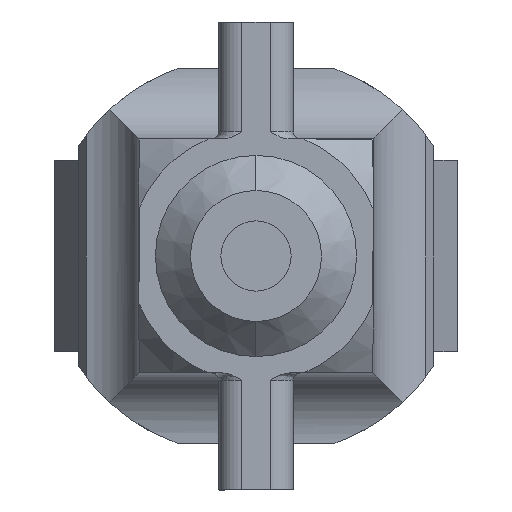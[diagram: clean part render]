
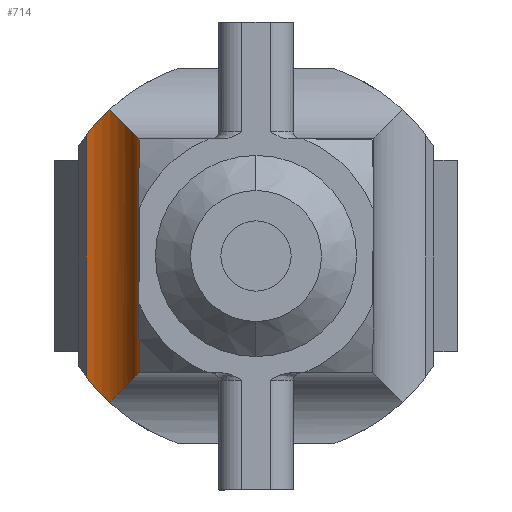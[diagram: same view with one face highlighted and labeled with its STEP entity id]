
A CAD part, front view. The second image highlights one B-rep face of the part: STEP entity #714.
In plain terms, the highlighted cylindrical face has radius 3 mm (diameter 6 mm), a partial arc.
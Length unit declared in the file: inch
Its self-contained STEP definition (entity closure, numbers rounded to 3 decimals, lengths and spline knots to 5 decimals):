
#189 = VERTEX_POINT ( 'NONE', #1305 ) ;
#402 = CARTESIAN_POINT ( 'NONE',  ( -0.19685, 2.06496, 0.19685 ) ) ;
#405 = CARTESIAN_POINT ( 'NONE',  ( -0.2852, 2.17926, 0.20369 ) ) ;
#435 = CARTESIAN_POINT ( 'NONE',  ( -0.24627, 2.16104, -0.24627 ) ) ;
#447 = VERTEX_POINT ( 'NONE', #758 ) ;
#453 = CARTESIAN_POINT ( 'NONE',  ( -0.21464, 2.13843, -0.21464 ) ) ;
#459 = CARTESIAN_POINT ( 'NONE',  ( -0.2852, 2.17926, -0.20369 ) ) ;
#463 = DIRECTION ( 'NONE',  ( 0., 0., -1. ) ) ;
#467 = CARTESIAN_POINT ( 'NONE',  ( -0.2729, 2.17606, -0.21973 ) ) ;
#469 = CARTESIAN_POINT ( 'NONE',  ( -0.2852, 2.17926, 0.20369 ) ) ;
#490 = CARTESIAN_POINT ( 'NONE',  ( -0.19685, 2.06496, -0.19685 ) ) ;
#509 = CARTESIAN_POINT ( 'NONE',  ( -0.25966, 2.17061, -0.23395 ) ) ;
#543 = EDGE_LOOP ( 'NONE', ( #1136, #1328, #1165, #1142, #1143, #1144 ) ) ;
#577 = CARTESIAN_POINT ( 'NONE',  ( -0.24627, 2.16104, -0.24627 ) ) ;
#588 = CARTESIAN_POINT ( 'NONE',  ( -0.19685, 2.10385, -0.19685 ) ) ;
#610 = CARTESIAN_POINT ( 'NONE',  ( -0.2729, 2.17606, 0.21973 ) ) ;
#714 = ADVANCED_FACE ( 'NONE', ( #2111 ), #2081, .F. ) ;
#740 = CARTESIAN_POINT ( 'NONE',  ( -0.19685, 2.06496, 0. ) ) ;
#751 = VERTEX_POINT ( 'NONE', #402 ) ;
#758 = CARTESIAN_POINT ( 'NONE',  ( -0.19685, 2.06496, -0.19685 ) ) ;
#786 = VERTEX_POINT ( 'NONE', #405 ) ;
#808 = CARTESIAN_POINT ( 'NONE',  ( -0.31496, 2.06496, 0. ) ) ;
#979 =( BOUNDED_CURVE ( )  B_SPLINE_CURVE ( 3, ( #490, #588, #453, #435 ),
 .UNSPECIFIED., .F., .F. ) 
 B_SPLINE_CURVE_WITH_KNOTS ( ( 4, 4 ),
 ( 3.14159, 4.0917 ),
 .UNSPECIFIED. ) 
 CURVE ( )  GEOMETRIC_REPRESENTATION_ITEM ( )  RATIONAL_B_SPLINE_CURVE ( ( 1., 0.926, 0.926, 1. ) ) 
 REPRESENTATION_ITEM ( '' )  );
#981 = VERTEX_POINT ( 'NONE', #2495 ) ;
#1014 = DIRECTION ( 'NONE',  ( -1., 0., 0. ) ) ;
#1136 = ORIENTED_EDGE ( 'NONE', *, *, #2157, .F. ) ;
#1142 = ORIENTED_EDGE ( 'NONE', *, *, #2275, .F. ) ;
#1143 = ORIENTED_EDGE ( 'NONE', *, *, #2189, .F. ) ;
#1144 = ORIENTED_EDGE ( 'NONE', *, *, #2315, .F. ) ;
#1147 = DIRECTION ( 'NONE',  ( 0., 0., -1. ) ) ;
#1165 = ORIENTED_EDGE ( 'NONE', *, *, #2307, .F. ) ;
#1248 = CARTESIAN_POINT ( 'NONE',  ( -0.24627, 2.16104, 0.24627 ) ) ;
#1258 = B_SPLINE_CURVE_WITH_KNOTS ( 'NONE', 3,
 ( #577, #509, #467, #459 ),
 .UNSPECIFIED., .F., .F.,
 ( 4, 4 ),
 ( 0., 0.00154 ),
 .UNSPECIFIED. ) ;
#1297 = VERTEX_POINT ( 'NONE', #2148 ) ;
#1305 = CARTESIAN_POINT ( 'NONE',  ( -0.2852, 2.17926, -0.20369 ) ) ;
#1328 = ORIENTED_EDGE ( 'NONE', *, *, #1793, .F. ) ;
#1348 = B_SPLINE_CURVE_WITH_KNOTS ( 'NONE', 3,
 ( #469, #610, #2424, #2419 ),
 .UNSPECIFIED., .F., .F.,
 ( 4, 4 ),
 ( 0., 0.00154 ),
 .UNSPECIFIED. ) ;
#1438 = VECTOR ( 'NONE', #1751, 39.37008 ) ;
#1453 = VECTOR ( 'NONE', #463, 39.37008 ) ;
#1457 = LINE ( 'NONE', #1489, #1438 ) ;
#1458 = LINE ( 'NONE', #740, #1453 ) ;
#1489 = CARTESIAN_POINT ( 'NONE',  ( -0.2852, 2.17926, 0. ) ) ;
#1580 = AXIS2_PLACEMENT_3D ( 'NONE', #808, #1147, #1014 ) ;
#1751 = DIRECTION ( 'NONE',  ( 0., 0., 1. ) ) ;
#1793 = EDGE_CURVE ( 'NONE', #447, #1297, #979, .T. ) ;
#1806 = CARTESIAN_POINT ( 'NONE',  ( -0.19685, 2.06496, 0.19685 ) ) ;
#1814 = CARTESIAN_POINT ( 'NONE',  ( -0.19685, 2.10385, 0.19685 ) ) ;
#1822 =( BOUNDED_CURVE ( )  B_SPLINE_CURVE ( 3, ( #1248, #2444, #1814, #1806 ),
 .UNSPECIFIED., .F., .F. ) 
 B_SPLINE_CURVE_WITH_KNOTS ( ( 4, 4 ),
 ( 2.19149, 3.14159 ),
 .UNSPECIFIED. ) 
 CURVE ( )  GEOMETRIC_REPRESENTATION_ITEM ( )  RATIONAL_B_SPLINE_CURVE ( ( 1., 0.926, 0.926, 1. ) ) 
 REPRESENTATION_ITEM ( '' )  );
#2081 = CYLINDRICAL_SURFACE ( 'NONE', #1580, 0.11811 ) ;
#2111 = FACE_OUTER_BOUND ( 'NONE', #543, .T. ) ;
#2148 = CARTESIAN_POINT ( 'NONE',  ( -0.24627, 2.16104, -0.24627 ) ) ;
#2157 = EDGE_CURVE ( 'NONE', #1297, #189, #1258, .T. ) ;
#2189 = EDGE_CURVE ( 'NONE', #786, #981, #1348, .T. ) ;
#2275 = EDGE_CURVE ( 'NONE', #981, #751, #1822, .T. ) ;
#2307 = EDGE_CURVE ( 'NONE', #751, #447, #1458, .T. ) ;
#2315 = EDGE_CURVE ( 'NONE', #189, #786, #1457, .T. ) ;
#2419 = CARTESIAN_POINT ( 'NONE',  ( -0.24627, 2.16104, 0.24627 ) ) ;
#2424 = CARTESIAN_POINT ( 'NONE',  ( -0.25966, 2.17061, 0.23395 ) ) ;
#2444 = CARTESIAN_POINT ( 'NONE',  ( -0.21464, 2.13843, 0.21464 ) ) ;
#2495 = CARTESIAN_POINT ( 'NONE',  ( -0.24627, 2.16104, 0.24627 ) ) ;
